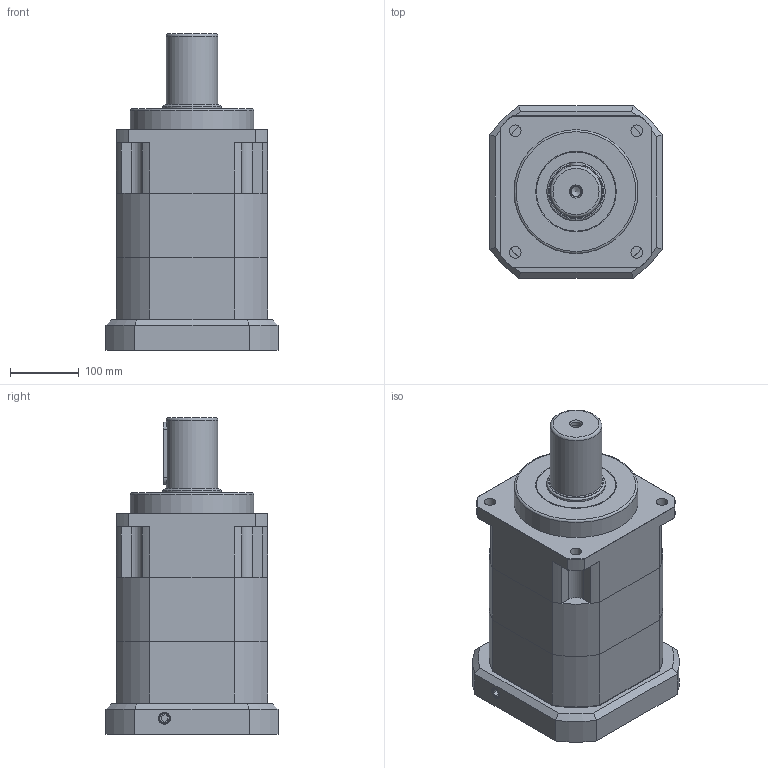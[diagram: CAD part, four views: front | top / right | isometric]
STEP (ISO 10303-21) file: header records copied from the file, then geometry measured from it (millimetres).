
FILE_DESCRIPTION((''),'2;1');
FILE_NAME('KSB-220A.stp','2012-02-14T16:04:07',('young'),(''),'Autodesk Inventor 2012','Autodesk Inventor 2012','');
FILE_SCHEMA(('AUTOMOTIVE_DESIGN { 1 0 10303 214 1 1 1 1 }'));
Length unit declared in the file: millimetre
Products named in the file (1): KSB-220A
Bounding box: 250 x 250 x 460.5 mm (x, y, z)
Volume: 12290899 mm3; surface area: 961692.3 mm2
Topology: 17 solids, 17 shells, 607 faces, 1506 edges, 963 vertices
Faces by surface type: plane 279, cylinder 209, cone 70, bspline 33, torus 16
Full cylindrical faces by diameter (mm): 8.6 x1, 10 x1, 10.2 x12, 11 x1, 12 x4, 13 x16, 14 x1, 14.275 x2, 14.5 x2, 16 x2, 17 x4, 18 x4, 19 x4, 48 x1, 60 x1, 66 x1, 72.2 x1, 74.8 x1, 75 x2, 84.8 x1, 85 x1, 90 x2, 95 x1, 115 x2, 155 x1, 180 x1, 200 x2
Entity records: 19352 total; most frequent: CARTESIAN_POINT 5371, DIRECTION 2922, ORIENTED_EDGE 2690, EDGE_CURVE 1345, AXIS2_PLACEMENT_3D 1129, VERTEX_POINT 933, EDGE_LOOP 826, VECTOR 664
